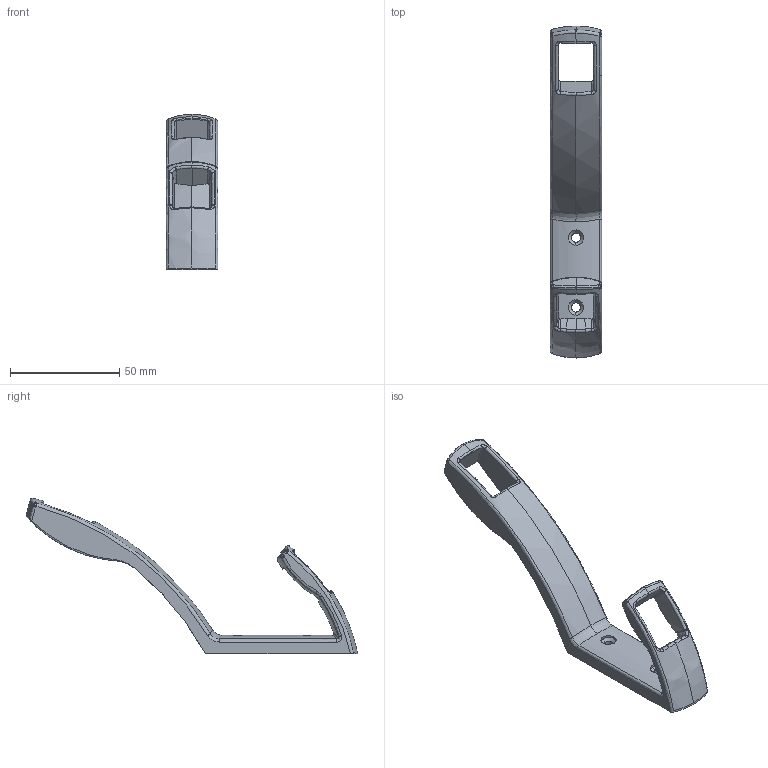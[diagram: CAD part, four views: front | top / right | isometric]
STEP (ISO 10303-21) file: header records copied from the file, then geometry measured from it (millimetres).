
FILE_DESCRIPTION (( 'STEP AP214' ), '1' );
FILE_NAME ('F002449,F002450,F002451,F002452_3D.step', '2022-06-10T07:05:45', ( '' ), ( '' ), 'SwSTEP 2.0', 'SolidWorks 2020', '' );
FILE_SCHEMA (( 'AUTOMOTIVE_DESIGN' ));
Length unit declared in the file: millimetre
Products named in the file (1): F002449,F002450,F002451,F002452_3D
Bounding box: 23.81 x 151.93 x 71.23 mm (x, y, z)
Volume: 18434.2 mm3; surface area: 16311.1 mm2
Topology: 1 solids, 1 shells, 204 faces, 505 edges, 300 vertices
Faces by surface type: bspline 174, plane 16, cylinder 10, cone 4
Entity records: 32081 total; most frequent: CARTESIAN_POINT 28773, ORIENTED_EDGE 1006, EDGE_CURVE 503, B_SPLINE_CURVE_WITH_KNOTS 454, VERTEX_POINT 300, EDGE_LOOP 211, ADVANCED_FACE 204, FACE_OUTER_BOUND 204
